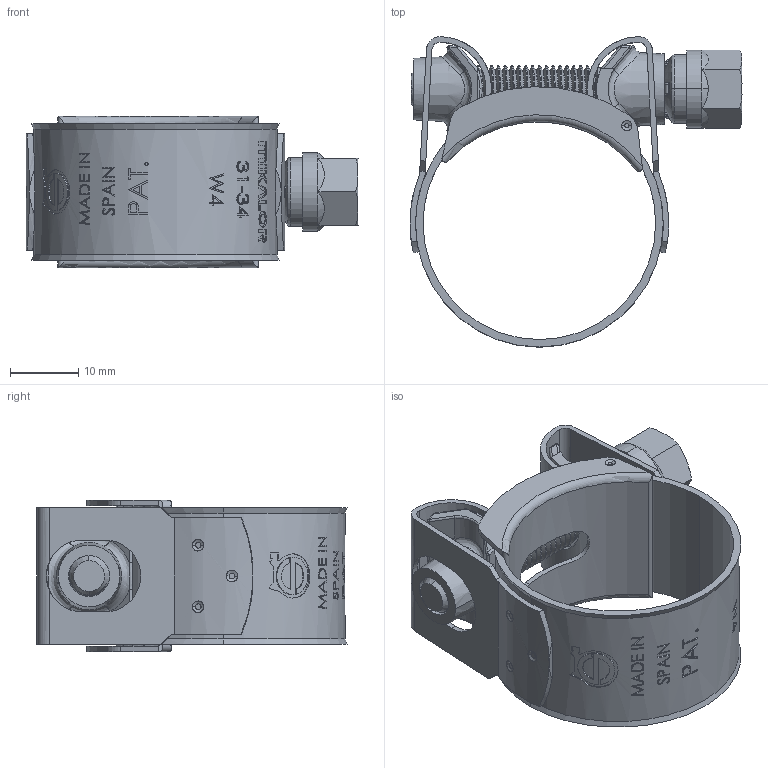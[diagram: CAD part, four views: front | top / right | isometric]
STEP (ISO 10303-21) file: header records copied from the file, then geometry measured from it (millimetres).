
FILE_DESCRIPTION (( 'STEP AP214' ), '1' );
FILE_NAME ('31-34W4.STEP', '2013-04-30T15:07:18', ( '' ), ( '' ), 'SwSTEP 2.0', 'SolidWorks 2012', '' );
FILE_SCHEMA (( 'AUTOMOTIVE_DESIGN' ));
Length unit declared in the file: millimetre
Products named in the file (6): 202279_Cargol_M7x38_W4; 31-34_W4_TEULA_08x30; CASQUILLO_PASSAT_M7_W4; CASQUILLO_ROSCAT_M7_W4; 31-34_W4_CINTA_08x20; 31-34W4
Assembly tree (5 placements, depth 2):
  31-34W4
    31-34_W4_CINTA_08x20
    CASQUILLO_ROSCAT_M7_W4
    CASQUILLO_PASSAT_M7_W4
    31-34_W4_TEULA_08x30
    202279_Cargol_M7x38_W4
Bounding box: 48.51 x 45.35 x 22.1 mm (x, y, z)
Volume: 6500.2 mm3; surface area: 12293 mm2
Topology: 5 solids, 5 shells, 856 faces, 2257 edges, 1448 vertices
Faces by surface type: plane 297, bspline 241, cylinder 231, sphere 30, torus 29, cone 28
Entity records: 64343 total; most frequent: CARTESIAN_POINT 45570, ORIENTED_EDGE 4474, DIRECTION 2919, EDGE_CURVE 2237, VERTEX_POINT 1440, AXIS2_PLACEMENT_3D 1079, EDGE_LOOP 919, B_SPLINE_CURVE_WITH_KNOTS 879
